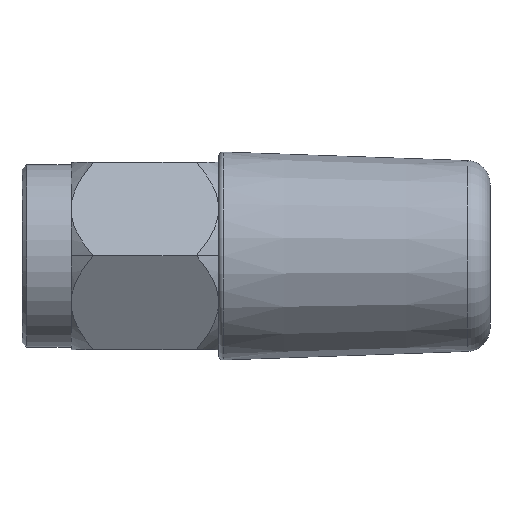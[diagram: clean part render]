
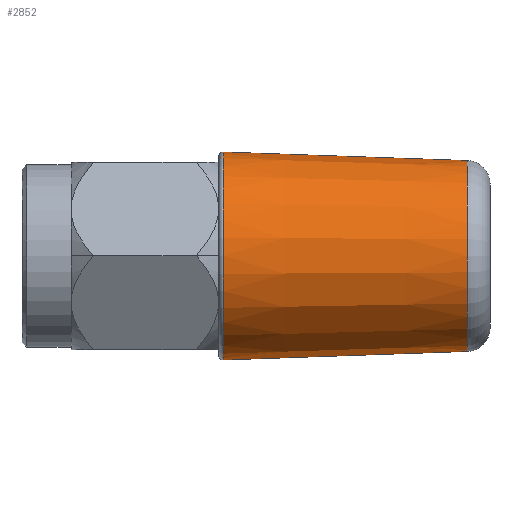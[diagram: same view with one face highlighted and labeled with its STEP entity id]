
A CAD part, top view. The second image highlights one B-rep face of the part: STEP entity #2852.
In plain terms, the highlighted conical face has half-angle 2 degrees and reference radius 4.45 mm.
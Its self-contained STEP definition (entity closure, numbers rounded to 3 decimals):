
#7 = ORIENTED_EDGE ( 'NONE', *, *, #3972, .T. ) ;
#84 = CARTESIAN_POINT ( 'NONE',  ( -4.493, -4.443, 0. ) ) ;
#235 = EDGE_CURVE ( 'NONE', #4090, #3936, #4523, .T. ) ;
#535 = CARTESIAN_POINT ( 'NONE',  ( 5.935, -4.079, 0. ) ) ;
#587 = AXIS2_PLACEMENT_3D ( 'NONE', #2808, #3546, #3503 ) ;
#631 = DIRECTION ( 'NONE',  ( 0., -1., 0. ) ) ;
#654 = CARTESIAN_POINT ( 'NONE',  ( 5.935, 0., 0. ) ) ;
#831 = EDGE_LOOP ( 'NONE', ( #1479, #4031, #7, #1080 ) ) ;
#941 = EDGE_CURVE ( 'NONE', #1818, #4090, #2197, .T. ) ;
#994 = DIRECTION ( 'NONE',  ( -1., 0., 0. ) ) ;
#1044 = DIRECTION ( 'NONE',  ( 0., 1., 0. ) ) ;
#1080 = ORIENTED_EDGE ( 'NONE', *, *, #1205, .T. ) ;
#1205 = EDGE_CURVE ( 'NONE', #4376, #1818, #2102, .T. ) ;
#1215 = CARTESIAN_POINT ( 'NONE',  ( -4.7, 4.45, 0. ) ) ;
#1479 = ORIENTED_EDGE ( 'NONE', *, *, #941, .T. ) ;
#1499 = CARTESIAN_POINT ( 'NONE',  ( -4.7, -4.45, 0. ) ) ;
#1818 = VERTEX_POINT ( 'NONE', #2434 ) ;
#1911 = CONICAL_SURFACE ( 'NONE', #2499, 4.45, 0.035 ) ;
#2102 = CIRCLE ( 'NONE', #2548, 4.079 ) ;
#2197 = LINE ( 'NONE', #1215, #2337 ) ;
#2270 = DIRECTION ( 'NONE',  ( -0.999, 0.035, 0. ) ) ;
#2337 = VECTOR ( 'NONE', #2270, 1000. ) ;
#2434 = CARTESIAN_POINT ( 'NONE',  ( 5.935, 4.079, 0. ) ) ;
#2499 = AXIS2_PLACEMENT_3D ( 'NONE', #3126, #3592, #1044 ) ;
#2548 = AXIS2_PLACEMENT_3D ( 'NONE', #654, #994, #631 ) ;
#2808 = CARTESIAN_POINT ( 'NONE',  ( -4.493, 0., 0. ) ) ;
#2852 = ADVANCED_FACE ( 'NONE', ( #3488 ), #1911, .T. ) ;
#3126 = CARTESIAN_POINT ( 'NONE',  ( -4.7, 0., 0. ) ) ;
#3132 = VECTOR ( 'NONE', #3673, 1000. ) ;
#3488 = FACE_OUTER_BOUND ( 'NONE', #831, .T. ) ;
#3503 = DIRECTION ( 'NONE',  ( 0., 1., 0. ) ) ;
#3546 = DIRECTION ( 'NONE',  ( 1., 0., 0. ) ) ;
#3592 = DIRECTION ( 'NONE',  ( -1., 0., 0. ) ) ;
#3673 = DIRECTION ( 'NONE',  ( 0.999, 0.035, 0. ) ) ;
#3936 = VERTEX_POINT ( 'NONE', #84 ) ;
#3939 = LINE ( 'NONE', #1499, #3132 ) ;
#3972 = EDGE_CURVE ( 'NONE', #3936, #4376, #3939, .T. ) ;
#4031 = ORIENTED_EDGE ( 'NONE', *, *, #235, .T. ) ;
#4090 = VERTEX_POINT ( 'NONE', #4528 ) ;
#4376 = VERTEX_POINT ( 'NONE', #535 ) ;
#4523 = CIRCLE ( 'NONE', #587, 4.443 ) ;
#4528 = CARTESIAN_POINT ( 'NONE',  ( -4.493, 4.443, 0. ) ) ;
